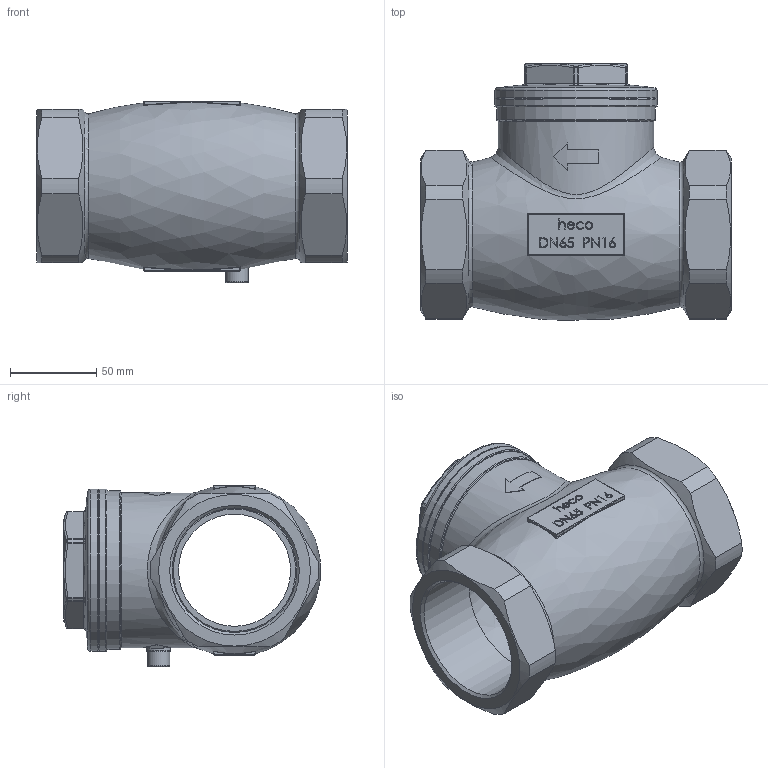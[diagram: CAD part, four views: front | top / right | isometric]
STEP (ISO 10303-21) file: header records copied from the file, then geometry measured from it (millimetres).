
FILE_DESCRIPTION (( 'STEP AP214' ), '1' );
FILE_NAME ('RÜ-212-000-4 Rückschlagklappe heco step214.STEP', '2012-10-11T07:19:48', ( 'test' ), ( '' ), 'SwSTEP 2.0', 'SolidWorks 2011', '' );
FILE_SCHEMA (( 'AUTOMOTIVE_DESIGN' ));
Length unit declared in the file: millimetre
Products named in the file (1): RÜ-212-000-4 Rückschlagklappe heco step214
Bounding box: 180 x 148.72 x 105.3 mm (x, y, z)
Volume: 579090.5 mm3; surface area: 132753.5 mm2
Topology: 1 solids, 1 shells, 610 faces, 1529 edges, 960 vertices
Faces by surface type: plane 239, bspline 218, cylinder 77, torus 30, sphere 26, cone 20
Full cylindrical faces by diameter (mm): 13 x1, 14 x1, 65 x1, 70 x1, 71 x1, 72.22 x2, 90 x1, 92 x1, 94 x2
Entity records: 36715 total; most frequent: CARTESIAN_POINT 17255, ORIENTED_EDGE 2920, DIRECTION 1982, EDGE_CURVE 1460, VERTEX_POINT 943, VECTOR 724, LINE 724, EDGE_LOOP 703
